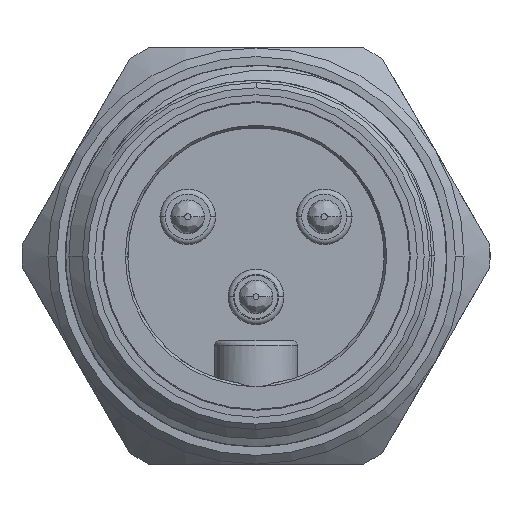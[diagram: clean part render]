
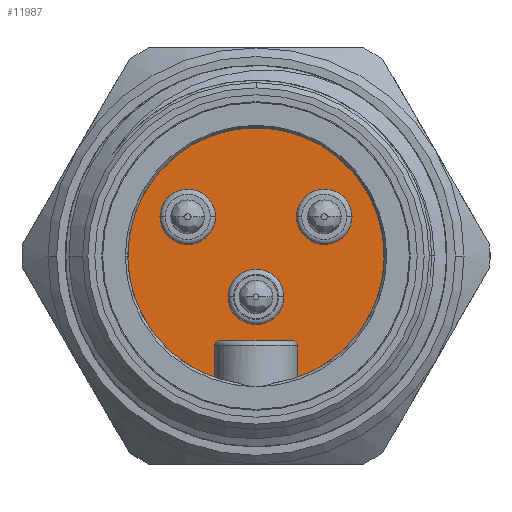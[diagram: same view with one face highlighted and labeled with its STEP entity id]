
A CAD part, front view. The second image highlights one B-rep face of the part: STEP entity #11987.
In plain terms, the highlighted planar face has unit normal (0, -1, 0).
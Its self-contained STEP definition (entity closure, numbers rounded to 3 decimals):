
#122=DIRECTION('',(0.,0.,1.));
#123=VECTOR('',#122,1.81);
#124=CARTESIAN_POINT('',(-2.4,-2.8,-7.));
#125=LINE('',#124,#123);
#126=CARTESIAN_POINT('',(-2.1,-2.8,-5.19));
#127=DIRECTION('',(0.,1.,0.));
#128=DIRECTION('',(-1.,0.,0.));
#129=AXIS2_PLACEMENT_3D('',#126,#127,#128);
#144=DIRECTION('',(1.,0.,0.));
#145=VECTOR('',#144,4.2);
#146=CARTESIAN_POINT('',(-2.1,-2.8,-4.89));
#147=LINE('',#146,#145);
#153=CARTESIAN_POINT('',(2.1,-2.8,-5.19));
#154=DIRECTION('',(0.,1.,0.));
#155=DIRECTION('',(0.,0.,1.));
#156=AXIS2_PLACEMENT_3D('',#153,#154,#155);
#162=DIRECTION('',(0.,0.,-1.));
#163=VECTOR('',#162,1.81);
#164=CARTESIAN_POINT('',(2.4,-2.8,-5.19));
#165=LINE('',#164,#163);
#166=CARTESIAN_POINT('',(0.,-2.8,0.));
#167=DIRECTION('',(0.,1.,0.));
#168=DIRECTION('',(-0.324,0.,-0.946));
#169=AXIS2_PLACEMENT_3D('',#166,#167,#168);
#171=CARTESIAN_POINT('',(-3.94,-2.8,2.26));
#172=DIRECTION('',(0.,-1.,0.));
#173=DIRECTION('',(1.,0.,0.));
#174=AXIS2_PLACEMENT_3D('',#171,#172,#173);
#176=CARTESIAN_POINT('',(-3.94,-2.8,2.26));
#177=DIRECTION('',(0.,-1.,0.));
#178=DIRECTION('',(-1.,0.,0.));
#179=AXIS2_PLACEMENT_3D('',#176,#177,#178);
#181=CARTESIAN_POINT('',(3.94,-2.8,2.26));
#182=DIRECTION('',(0.,-1.,0.));
#183=DIRECTION('',(1.,0.,0.));
#184=AXIS2_PLACEMENT_3D('',#181,#182,#183);
#186=CARTESIAN_POINT('',(3.94,-2.8,2.26));
#187=DIRECTION('',(0.,-1.,0.));
#188=DIRECTION('',(-1.,0.,0.));
#189=AXIS2_PLACEMENT_3D('',#186,#187,#188);
#191=CARTESIAN_POINT('',(0.,-2.8,-2.36));
#192=DIRECTION('',(0.,-1.,0.));
#193=DIRECTION('',(1.,0.,0.));
#194=AXIS2_PLACEMENT_3D('',#191,#192,#193);
#196=CARTESIAN_POINT('',(0.,-2.8,-2.36));
#197=DIRECTION('',(0.,-1.,0.));
#198=DIRECTION('',(-1.,0.,0.));
#199=AXIS2_PLACEMENT_3D('',#196,#197,#198);
#9926=CARTESIAN_POINT('',(-2.4,-2.8,-7.));
#9927=VERTEX_POINT('',#9926);
#9928=CARTESIAN_POINT('',(2.4,-2.8,-7.));
#9929=VERTEX_POINT('',#9928);
#9930=CARTESIAN_POINT('',(-2.34,-2.8,2.26));
#9931=CARTESIAN_POINT('',(-5.54,-2.8,2.26));
#9932=VERTEX_POINT('',#9930);
#9933=VERTEX_POINT('',#9931);
#9934=CARTESIAN_POINT('',(5.54,-2.8,2.26));
#9935=CARTESIAN_POINT('',(2.34,-2.8,2.26));
#9936=VERTEX_POINT('',#9934);
#9937=VERTEX_POINT('',#9935);
#9938=CARTESIAN_POINT('',(1.6,-2.8,-2.36));
#9939=CARTESIAN_POINT('',(-1.6,-2.8,-2.36));
#9940=VERTEX_POINT('',#9938);
#9941=VERTEX_POINT('',#9939);
#9967=CARTESIAN_POINT('',(2.4,-2.8,-5.19));
#9969=VERTEX_POINT('',#9967);
#9971=CARTESIAN_POINT('',(2.1,-2.8,-4.89));
#9973=VERTEX_POINT('',#9971);
#9978=CARTESIAN_POINT('',(-2.1,-2.8,-4.89));
#9979=VERTEX_POINT('',#9978);
#9980=CARTESIAN_POINT('',(-2.4,-2.8,-5.19));
#9981=VERTEX_POINT('',#9980);
#11955=CARTESIAN_POINT('',(-3.7,-2.8,0.));
#11956=DIRECTION('',(0.,-1.,0.));
#11957=DIRECTION('',(0.,0.,-1.));
#11958=AXIS2_PLACEMENT_3D('',#11955,#11956,#11957);
#11959=PLANE('',#11958);
#11960=ORIENTED_EDGE('',*,*,#11946,.F.);
#11961=ORIENTED_EDGE('',*,*,#11935,.F.);
#11962=ORIENTED_EDGE('',*,*,#11920,.F.);
#11963=ORIENTED_EDGE('',*,*,#11905,.F.);
#11964=ORIENTED_EDGE('',*,*,#11890,.F.);
#11966=ORIENTED_EDGE('',*,*,#11965,.T.);
#11967=EDGE_LOOP('',(#11960,#11961,#11962,#11963,#11964,#11966));
#11968=FACE_OUTER_BOUND('',#11967,.F.);
#11970=ORIENTED_EDGE('',*,*,#11969,.T.);
#11972=ORIENTED_EDGE('',*,*,#11971,.T.);
#11973=EDGE_LOOP('',(#11970,#11972));
#11974=FACE_BOUND('',#11973,.F.);
#11976=ORIENTED_EDGE('',*,*,#11975,.T.);
#11978=ORIENTED_EDGE('',*,*,#11977,.T.);
#11979=EDGE_LOOP('',(#11976,#11978));
#11980=FACE_BOUND('',#11979,.F.);
#11982=ORIENTED_EDGE('',*,*,#11981,.T.);
#11984=ORIENTED_EDGE('',*,*,#11983,.T.);
#11985=EDGE_LOOP('',(#11982,#11984));
#11986=FACE_BOUND('',#11985,.F.);
#130=CIRCLE('',#129,0.3);
#157=CIRCLE('',#156,0.3);
#170=CIRCLE('',#169,7.4);
#175=CIRCLE('',#174,1.6);
#180=CIRCLE('',#179,1.6);
#185=CIRCLE('',#184,1.6);
#190=CIRCLE('',#189,1.6);
#195=CIRCLE('',#194,1.6);
#200=CIRCLE('',#199,1.6);
#11890=EDGE_CURVE('',#9927,#9981,#125,.T.);
#11905=EDGE_CURVE('',#9981,#9979,#130,.T.);
#11920=EDGE_CURVE('',#9979,#9973,#147,.T.);
#11935=EDGE_CURVE('',#9973,#9969,#157,.T.);
#11946=EDGE_CURVE('',#9969,#9929,#165,.T.);
#11965=EDGE_CURVE('',#9927,#9929,#170,.T.);
#11969=EDGE_CURVE('',#9932,#9933,#175,.T.);
#11971=EDGE_CURVE('',#9933,#9932,#180,.T.);
#11975=EDGE_CURVE('',#9936,#9937,#185,.T.);
#11977=EDGE_CURVE('',#9937,#9936,#190,.T.);
#11981=EDGE_CURVE('',#9940,#9941,#195,.T.);
#11983=EDGE_CURVE('',#9941,#9940,#200,.T.);
#11987=ADVANCED_FACE('',(#11968,#11974,#11980,#11986),#11959,.T.);
